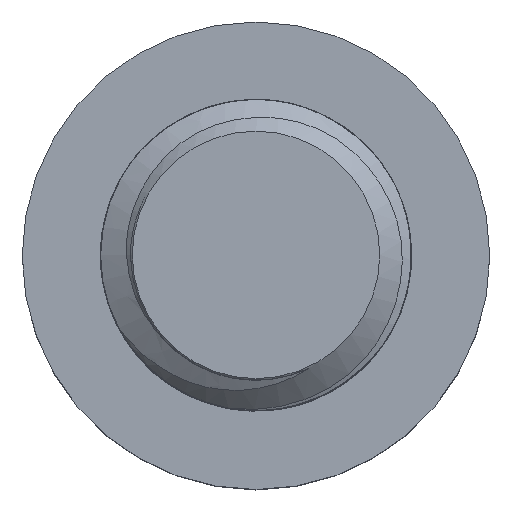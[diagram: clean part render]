
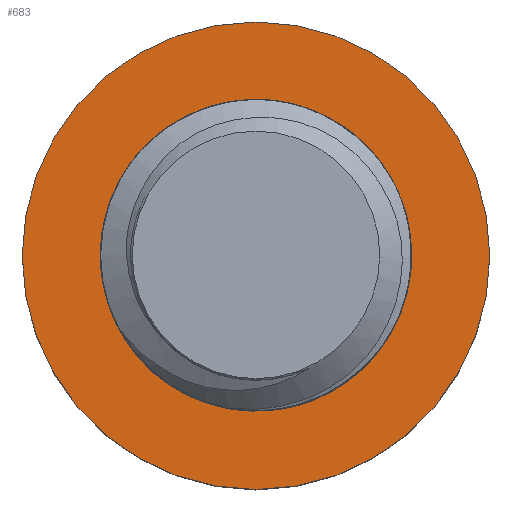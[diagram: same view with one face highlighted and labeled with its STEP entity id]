
A CAD part, top view. The second image highlights one B-rep face of the part: STEP entity #683.
In plain terms, the highlighted planar face has unit normal (0, 0, 1).
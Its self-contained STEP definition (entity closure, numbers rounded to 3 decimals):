
#20=FACE_BOUND('',#129,.T.);
#41=PLANE('',#759);
#82=FACE_OUTER_BOUND('',#128,.T.);
#128=EDGE_LOOP('',(#617));
#129=EDGE_LOOP('',(#618));
#144=CIRCLE('',#740,2.35);
#152=CIRCLE('',#758,4.425);
#313=VERTEX_POINT('',#2529);
#321=VERTEX_POINT('',#2559);
#408=EDGE_CURVE('',#313,#313,#144,.T.);
#419=EDGE_CURVE('',#321,#321,#152,.T.);
#617=ORIENTED_EDGE('',*,*,#419,.T.);
#618=ORIENTED_EDGE('',*,*,#408,.F.);
#683=ADVANCED_FACE('',(#82,#20),#41,.T.);
#740=AXIS2_PLACEMENT_3D('',#2531,#873,#874);
#758=AXIS2_PLACEMENT_3D('',#2560,#912,#913);
#759=AXIS2_PLACEMENT_3D('',#2562,#915,#916);
#873=DIRECTION('center_axis',(0.,0.,1.));
#874=DIRECTION('ref_axis',(1.,0.,0.));
#912=DIRECTION('center_axis',(0.,0.,1.));
#913=DIRECTION('ref_axis',(1.,0.,0.));
#915=DIRECTION('center_axis',(0.,0.,1.));
#916=DIRECTION('ref_axis',(1.,0.,0.));
#2529=CARTESIAN_POINT('',(-2.35,0.,2.114));
#2531=CARTESIAN_POINT('Origin',(0.,0.,2.114));
#2559=CARTESIAN_POINT('',(-4.425,0.,2.114));
#2560=CARTESIAN_POINT('Origin',(0.,0.,2.114));
#2562=CARTESIAN_POINT('Origin',(2.35,0.,2.114));
